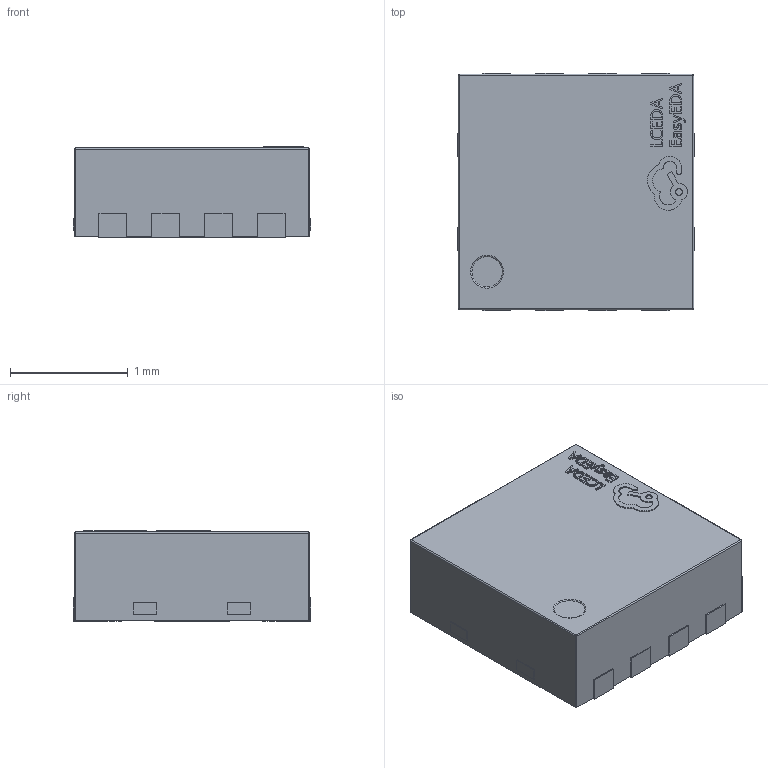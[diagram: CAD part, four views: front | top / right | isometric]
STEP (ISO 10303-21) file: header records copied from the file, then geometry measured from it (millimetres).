
FILE_DESCRIPTION (( 'STEP AP214' ), '1' );
FILE_NAME ('DFN-8_L2.0-W2.0-H0.8-P0.45-BL-EP.step', '2022-06-30T13:24:07', ( '' ), ( '' ), 'SwSTEP 2.0', 'SolidWorks 2020', '' );
FILE_SCHEMA (( 'AUTOMOTIVE_DESIGN' ));
Length unit declared in the file: millimetre
Products named in the file (1): DFN-8_L2.0-W2.0-H0.8-P0.45-BL-EP
Bounding box: 2.02 x 2.02 x 0.77 mm (x, y, z)
Volume: 3 mm3; surface area: 14.3 mm2
Topology: 1 solids, 1 shells, 381 faces, 1033 edges, 682 vertices
Faces by surface type: plane 244, bspline 112, cylinder 19, sphere 4, torus 2
Entity records: 17268 total; most frequent: CARTESIAN_POINT 4197, ORIENTED_EDGE 2058, DIRECTION 1385, EDGE_CURVE 1029, LINE 757, VECTOR 757, VERTEX_POINT 682, EDGE_LOOP 413
